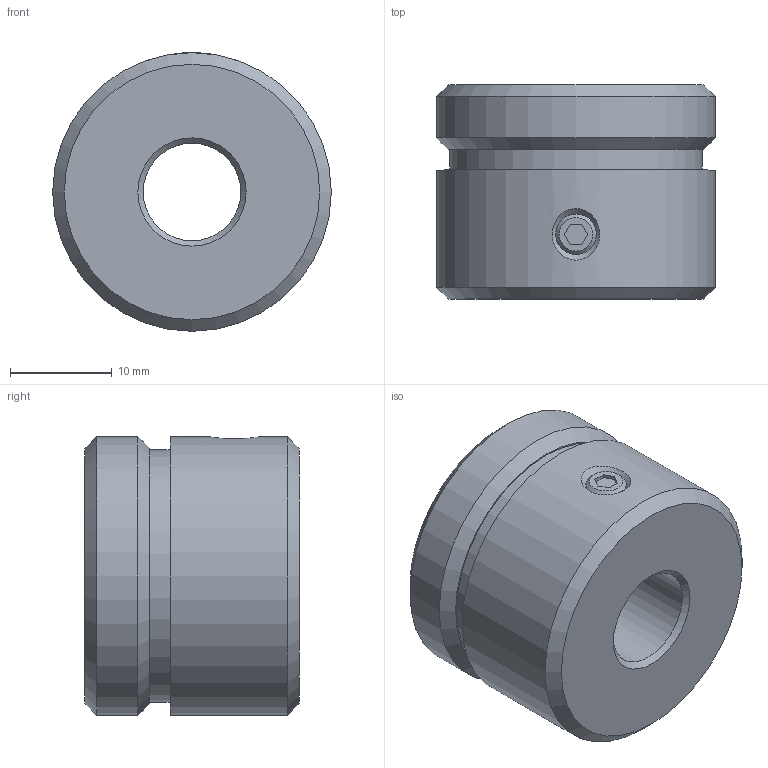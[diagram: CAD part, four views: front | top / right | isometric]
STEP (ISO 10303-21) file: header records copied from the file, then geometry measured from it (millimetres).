
FILE_DESCRIPTION((''),'2;1');
FILE_NAME('is-flga.stp','2012-07-30T08:08:33',('JC'),(''),'Autodesk Inventor 11','Autodesk Inventor 11','');
FILE_SCHEMA(('AUTOMOTIVE_DESIGN { 1 0 10303 214 1 1 1 1 }'));
Length unit declared in the file: inch
Products named in the file (1): is-flga1
Bounding box: 27.43 x 21.08 x 27.43 mm (x, y, z)
Volume: 7954.1 mm3; surface area: 3814.6 mm2
Topology: 1 solids, 1 shells, 28 faces, 58 edges, 38 vertices
Faces by surface type: plane 14, cone 8, cylinder 6
Full cylindrical faces by diameter (mm): 9.601 x1, 20.904 x1, 22.225 x1, 24.892 x1, 27.432 x2
Entity records: 691 total; most frequent: CARTESIAN_POINT 134, DIRECTION 116, ORIENTED_EDGE 78, EDGE_LOOP 50, AXIS2_PLACEMENT_3D 49, EDGE_CURVE 39, VERTEX_POINT 33, FACE_OUTER_BOUND 28
